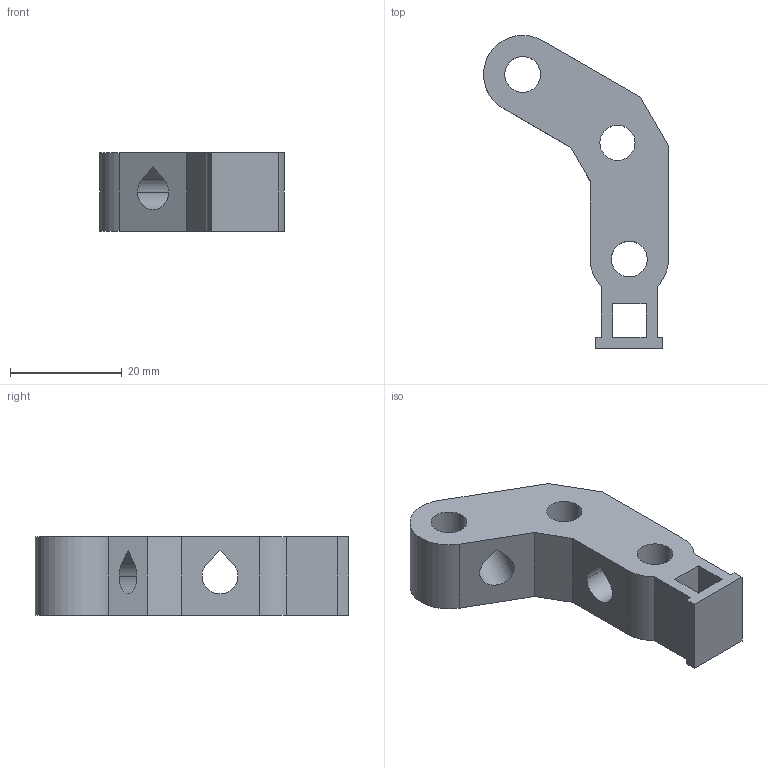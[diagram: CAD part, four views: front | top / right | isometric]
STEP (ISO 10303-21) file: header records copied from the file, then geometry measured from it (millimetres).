
FILE_DESCRIPTION (( 'STEP AP214' ), '1' );
FILE_NAME ('frame-vertex-foot 00.STEP', '2011-02-18T23:09:02', ( 'Owner' ), ( '22ndstreetcomputers.com' ), 'SwSTEP 2.0', 'SolidWorks 2010', '' );
FILE_SCHEMA (( 'AUTOMOTIVE_DESIGN' ));
Length unit declared in the file: millimetre
Products named in the file (1): frame-vertex-foot 00
Bounding box: 33.05 x 56 x 14 mm (x, y, z)
Volume: 9277.9 mm3; surface area: 5264.9 mm2
Topology: 1 solids, 1 shells, 38 faces, 108 edges, 72 vertices
Faces by surface type: plane 23, cylinder 15
Entity records: 1300 total; most frequent: CARTESIAN_POINT 219, ORIENTED_EDGE 216, DIRECTION 216, EDGE_CURVE 108, LINE 78, VECTOR 78, VERTEX_POINT 72, AXIS2_PLACEMENT_3D 69
